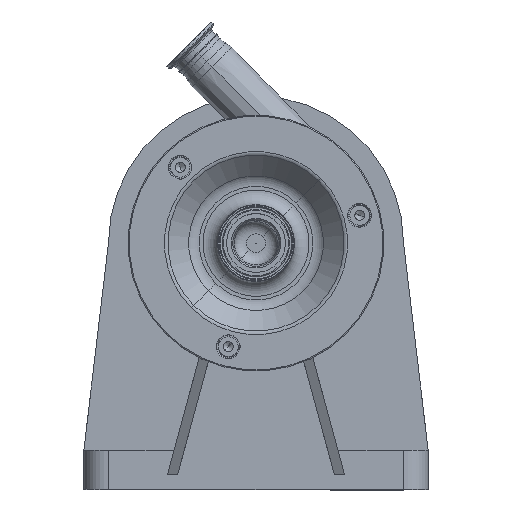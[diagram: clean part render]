
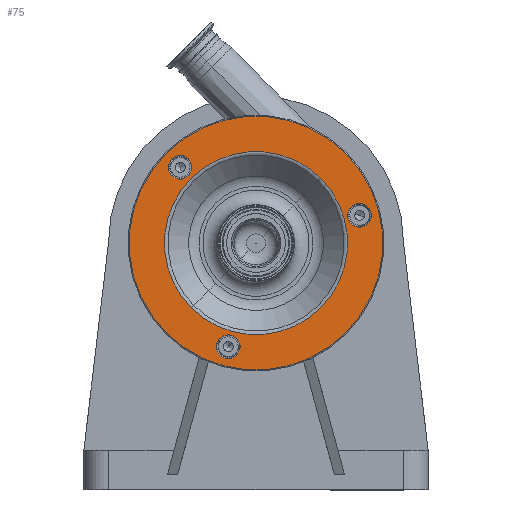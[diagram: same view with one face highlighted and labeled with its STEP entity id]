
A CAD part, top view. The second image highlights one B-rep face of the part: STEP entity #75.
In plain terms, the highlighted planar face has unit normal (0, 0, 1).
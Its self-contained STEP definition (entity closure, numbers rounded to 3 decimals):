
#1 = FACE_BOUND ( 'NONE', #13381, .T. ) ;
#63 = DIRECTION ( 'NONE',  ( 0., 0., -1. ) ) ;
#75 = ADVANCED_FACE ( 'NONE', ( #12106, #1, #13806, #12194, #7959 ), #12279, .F. ) ;
#156 = DIRECTION ( 'NONE',  ( 0., 0., -1. ) ) ;
#284 = CIRCLE ( 'NONE', #828, 129. ) ;
#449 = VERTEX_POINT ( 'NONE', #16824 ) ;
#828 = AXIS2_PLACEMENT_3D ( 'NONE', #11656, #3395, #15689 ) ;
#967 = VERTEX_POINT ( 'NONE', #7348 ) ;
#1124 = DIRECTION ( 'NONE',  ( 0., 0., -1. ) ) ;
#1239 = EDGE_LOOP ( 'NONE', ( #13090, #16911 ) ) ;
#1260 = EDGE_CURVE ( 'NONE', #967, #7892, #9915, .T. ) ;
#1327 = ORIENTED_EDGE ( 'NONE', *, *, #3430, .F. ) ;
#1627 = CARTESIAN_POINT ( 'NONE',  ( -19.726, 153.199, 93.5 ) ) ;
#2137 = ORIENTED_EDGE ( 'NONE', *, *, #1260, .T. ) ;
#2159 = DIRECTION ( 'NONE',  ( -0.707, -0.707, 0. ) ) ;
#2568 = VERTEX_POINT ( 'NONE', #6273 ) ;
#2853 = EDGE_LOOP ( 'NONE', ( #5018, #11887 ) ) ;
#3178 = ORIENTED_EDGE ( 'NONE', *, *, #8212, .T. ) ;
#3329 = ORIENTED_EDGE ( 'NONE', *, *, #13435, .F. ) ;
#3395 = DIRECTION ( 'NONE',  ( 0., 0., -1. ) ) ;
#3430 = EDGE_CURVE ( 'NONE', #15611, #17272, #11884, .T. ) ;
#3680 = CARTESIAN_POINT ( 'NONE',  ( 0., 250., 93.5 ) ) ;
#3772 = AXIS2_PLACEMENT_3D ( 'NONE', #16307, #156, #9655 ) ;
#3940 = DIRECTION ( 'NONE',  ( 0., 0., -1. ) ) ;
#4147 = AXIS2_PLACEMENT_3D ( 'NONE', #5878, #63, #8203 ) ;
#4318 = CARTESIAN_POINT ( 'NONE',  ( 91.217, 341.217, 93.5 ) ) ;
#4453 = EDGE_LOOP ( 'NONE', ( #5425, #2137 ) ) ;
#4540 = VERTEX_POINT ( 'NONE', #4800 ) ;
#4800 = CARTESIAN_POINT ( 'NONE',  ( -68.589, 335.56, 93.5 ) ) ;
#4854 = CIRCLE ( 'NONE', #11147, 93.071 ) ;
#5018 = ORIENTED_EDGE ( 'NONE', *, *, #7924, .T. ) ;
#5375 = DIRECTION ( 'NONE',  ( -0.707, -0.707, 0. ) ) ;
#5379 = CARTESIAN_POINT ( 'NONE',  ( 0., 250., 93.5 ) ) ;
#5411 = CIRCLE ( 'NONE', #10273, 12. ) ;
#5425 = ORIENTED_EDGE ( 'NONE', *, *, #14842, .T. ) ;
#5514 = CIRCLE ( 'NONE', #6658, 12. ) ;
#5648 = DIRECTION ( 'NONE',  ( -0.707, -0.707, 0. ) ) ;
#5878 = CARTESIAN_POINT ( 'NONE',  ( 0., 250., 93.5 ) ) ;
#5954 = AXIS2_PLACEMENT_3D ( 'NONE', #13409, #1124, #12244 ) ;
#6142 = CARTESIAN_POINT ( 'NONE',  ( 105.286, 278.211, 93.5 ) ) ;
#6223 = DIRECTION ( 'NONE',  ( -0.707, -0.707, 0. ) ) ;
#6230 = AXIS2_PLACEMENT_3D ( 'NONE', #17663, #8231, #5375 ) ;
#6273 = CARTESIAN_POINT ( 'NONE',  ( 96.801, 269.726, 93.5 ) ) ;
#6658 = AXIS2_PLACEMENT_3D ( 'NONE', #17401, #15967, #13098 ) ;
#6799 = DIRECTION ( 'NONE',  ( 0., 0., -1. ) ) ;
#7348 = CARTESIAN_POINT ( 'NONE',  ( 65.811, 315.811, 93.5 ) ) ;
#7892 = VERTEX_POINT ( 'NONE', #13037 ) ;
#7924 = EDGE_CURVE ( 'NONE', #13865, #2568, #13870, .T. ) ;
#7959 = FACE_BOUND ( 'NONE', #4453, .T. ) ;
#8203 = DIRECTION ( 'NONE',  ( -0.707, -0.707, 0. ) ) ;
#8212 = EDGE_CURVE ( 'NONE', #9483, #14330, #15261, .T. ) ;
#8231 = DIRECTION ( 'NONE',  ( 0., 0., -1. ) ) ;
#8318 = DIRECTION ( 'NONE',  ( -0.707, -0.707, 0. ) ) ;
#8830 = EDGE_LOOP ( 'NONE', ( #1327, #3329 ) ) ;
#9060 = AXIS2_PLACEMENT_3D ( 'NONE', #5379, #12463, #5648 ) ;
#9483 = VERTEX_POINT ( 'NONE', #1627 ) ;
#9655 = DIRECTION ( 'NONE',  ( -0.707, -0.707, 0. ) ) ;
#9915 = CIRCLE ( 'NONE', #9060, 93.071 ) ;
#10260 = CIRCLE ( 'NONE', #5954, 12. ) ;
#10273 = AXIS2_PLACEMENT_3D ( 'NONE', #12533, #6799, #8318 ) ;
#10986 = CARTESIAN_POINT ( 'NONE',  ( -91.217, 158.783, 93.5 ) ) ;
#11147 = AXIS2_PLACEMENT_3D ( 'NONE', #3680, #15882, #2159 ) ;
#11390 = EDGE_CURVE ( 'NONE', #449, #4540, #14093, .T. ) ;
#11424 = CARTESIAN_POINT ( 'NONE',  ( 113.771, 286.697, 93.5 ) ) ;
#11656 = CARTESIAN_POINT ( 'NONE',  ( 0., 250., 93.5 ) ) ;
#11884 = CIRCLE ( 'NONE', #4147, 129. ) ;
#11887 = ORIENTED_EDGE ( 'NONE', *, *, #15705, .T. ) ;
#12106 = FACE_BOUND ( 'NONE', #2853, .T. ) ;
#12112 = CARTESIAN_POINT ( 'NONE',  ( -28.211, 144.714, 93.5 ) ) ;
#12189 = EDGE_CURVE ( 'NONE', #4540, #449, #5514, .T. ) ;
#12194 = FACE_OUTER_BOUND ( 'NONE', #8830, .T. ) ;
#12244 = DIRECTION ( 'NONE',  ( -0.707, -0.707, 0. ) ) ;
#12274 = CARTESIAN_POINT ( 'NONE',  ( -36.697, 136.229, 93.5 ) ) ;
#12279 = PLANE ( 'NONE',  #6230 ) ;
#12463 = DIRECTION ( 'NONE',  ( 0., 0., -1. ) ) ;
#12533 = CARTESIAN_POINT ( 'NONE',  ( -28.211, 144.714, 93.5 ) ) ;
#12824 = ORIENTED_EDGE ( 'NONE', *, *, #14328, .T. ) ;
#13037 = CARTESIAN_POINT ( 'NONE',  ( -65.811, 184.189, 93.5 ) ) ;
#13090 = ORIENTED_EDGE ( 'NONE', *, *, #12189, .T. ) ;
#13098 = DIRECTION ( 'NONE',  ( -0.707, -0.707, 0. ) ) ;
#13381 = EDGE_LOOP ( 'NONE', ( #3178, #12824 ) ) ;
#13409 = CARTESIAN_POINT ( 'NONE',  ( 105.286, 278.211, 93.5 ) ) ;
#13435 = EDGE_CURVE ( 'NONE', #17272, #15611, #284, .T. ) ;
#13806 = FACE_BOUND ( 'NONE', #1239, .T. ) ;
#13865 = VERTEX_POINT ( 'NONE', #11424 ) ;
#13870 = CIRCLE ( 'NONE', #16168, 12. ) ;
#14093 = CIRCLE ( 'NONE', #3772, 12. ) ;
#14328 = EDGE_CURVE ( 'NONE', #14330, #9483, #5411, .T. ) ;
#14330 = VERTEX_POINT ( 'NONE', #12274 ) ;
#14654 = DIRECTION ( 'NONE',  ( 0., 0., -1. ) ) ;
#14842 = EDGE_CURVE ( 'NONE', #7892, #967, #4854, .T. ) ;
#14889 = DIRECTION ( 'NONE',  ( -0.707, -0.707, 0. ) ) ;
#15261 = CIRCLE ( 'NONE', #16111, 12. ) ;
#15611 = VERTEX_POINT ( 'NONE', #10986 ) ;
#15689 = DIRECTION ( 'NONE',  ( -0.707, -0.707, 0. ) ) ;
#15705 = EDGE_CURVE ( 'NONE', #2568, #13865, #10260, .T. ) ;
#15882 = DIRECTION ( 'NONE',  ( 0., 0., -1. ) ) ;
#15967 = DIRECTION ( 'NONE',  ( 0., 0., -1. ) ) ;
#16111 = AXIS2_PLACEMENT_3D ( 'NONE', #12112, #3940, #14889 ) ;
#16168 = AXIS2_PLACEMENT_3D ( 'NONE', #6142, #14654, #6223 ) ;
#16307 = CARTESIAN_POINT ( 'NONE',  ( -77.075, 327.075, 93.5 ) ) ;
#16824 = CARTESIAN_POINT ( 'NONE',  ( -85.56, 318.589, 93.5 ) ) ;
#16911 = ORIENTED_EDGE ( 'NONE', *, *, #11390, .T. ) ;
#17272 = VERTEX_POINT ( 'NONE', #4318 ) ;
#17401 = CARTESIAN_POINT ( 'NONE',  ( -77.075, 327.075, 93.5 ) ) ;
#17663 = CARTESIAN_POINT ( 'NONE',  ( -91.217, 341.217, 93.5 ) ) ;
